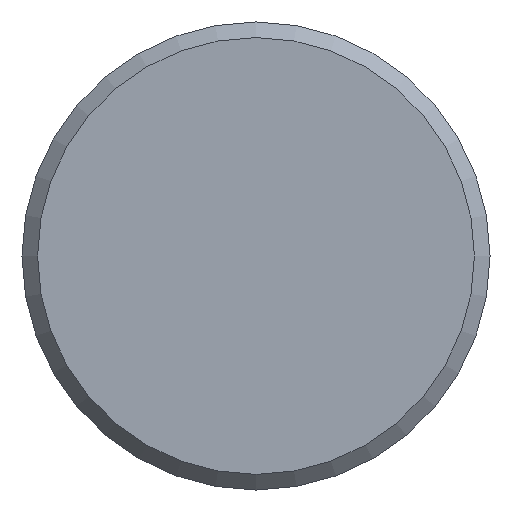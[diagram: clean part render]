
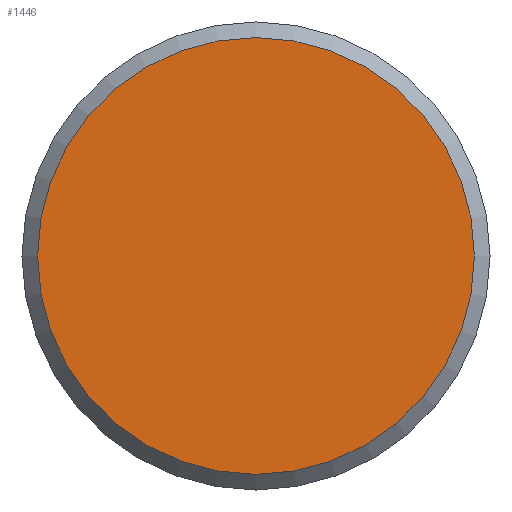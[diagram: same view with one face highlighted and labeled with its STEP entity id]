
A CAD part, front view. The second image highlights one B-rep face of the part: STEP entity #1446.
In plain terms, the highlighted planar face has unit normal (0, -1, 0).
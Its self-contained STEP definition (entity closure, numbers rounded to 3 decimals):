
#89=PLANE('',#1658);
#181=FACE_OUTER_BOUND('',#290,.T.);
#290=EDGE_LOOP('',(#1239));
#552=CIRCLE('',#1657,14.);
#675=VERTEX_POINT('',#2580);
#862=EDGE_CURVE('',#675,#675,#552,.T.);
#1239=ORIENTED_EDGE('',*,*,#862,.T.);
#1446=ADVANCED_FACE('',(#181),#89,.T.);
#1657=AXIS2_PLACEMENT_3D('',#2581,#2118,#2119);
#1658=AXIS2_PLACEMENT_3D('',#2583,#2121,#2122);
#2118=DIRECTION('center_axis',(0.,-1.,0.));
#2119=DIRECTION('ref_axis',(1.,0.,0.));
#2121=DIRECTION('center_axis',(0.,-1.,0.));
#2122=DIRECTION('ref_axis',(0.,0.,-1.));
#2580=CARTESIAN_POINT('',(-14.,0.,0.));
#2581=CARTESIAN_POINT('Origin',(0.,0.,
0.));
#2583=CARTESIAN_POINT('Origin',(7.,0.,0.));
